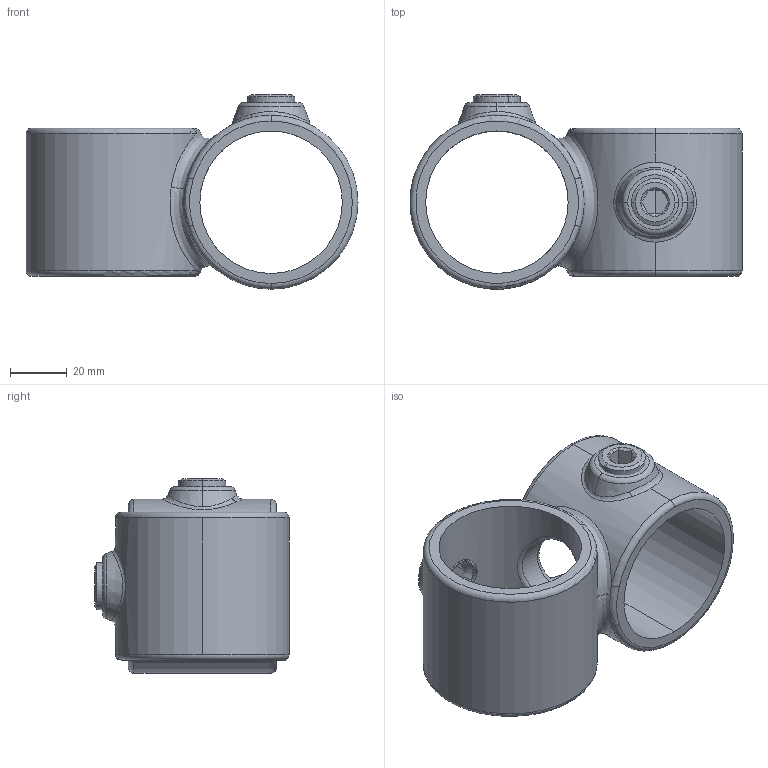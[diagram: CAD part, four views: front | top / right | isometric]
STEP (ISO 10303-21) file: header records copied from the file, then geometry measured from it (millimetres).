
FILE_DESCRIPTION (( 'STEP AP203' ), '1' );
FILE_NAME ('T16100.STEP', '2018-05-24T13:40:53', ( '' ), ( '' ), 'SwSTEP 2.0', 'SolidWorks 2016', '' );
FILE_SCHEMA (( 'CONFIG_CONTROL_DESIGN' ));
Length unit declared in the file: millimetre
Products named in the file (3): T19300; T16100
Assembly tree (3 placements, depth 2):
  T16100
    T16100
    T19300  x2
Bounding box: 116.5 x 68.15 x 68.2 mm (x, y, z)
Volume: 97081.9 mm3; surface area: 38995.3 mm2
Topology: 3 solids, 3 shells, 87 faces, 222 edges, 140 vertices
Faces by surface type: plane 22, cone 20, cylinder 19, bspline 14, torus 12
Entity records: 5647 total; most frequent: CARTESIAN_POINT 3731, ORIENTED_EDGE 356, DIRECTION 310, EDGE_CURVE 178, AXIS2_PLACEMENT_3D 137, VERTEX_POINT 112, EDGE_LOOP 80, CIRCLE 76
